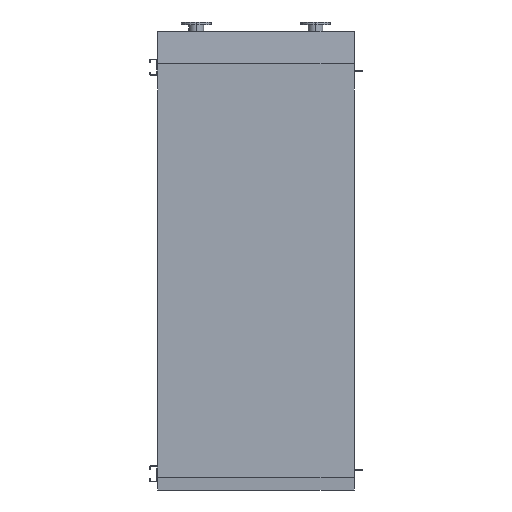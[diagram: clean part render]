
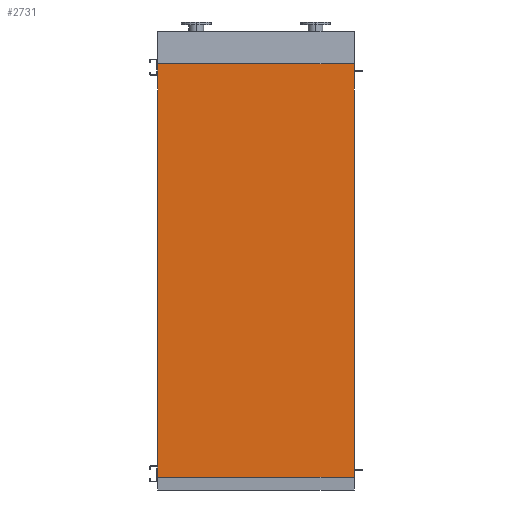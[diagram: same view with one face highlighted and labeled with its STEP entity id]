
A CAD part, front view. The second image highlights one B-rep face of the part: STEP entity #2731.
In plain terms, the highlighted planar face has unit normal (0, -1, 0).
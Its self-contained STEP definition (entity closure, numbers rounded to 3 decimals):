
#473 = ORIENTED_EDGE ( 'NONE', *, *, #6931, .T. ) ;
#702 = VERTEX_POINT ( 'NONE', #6900 ) ;
#936 = ORIENTED_EDGE ( 'NONE', *, *, #10296, .F. ) ;
#1908 = EDGE_LOOP ( 'NONE', ( #936, #9902, #473, #3218 ) ) ;
#2229 = VERTEX_POINT ( 'NONE', #4362 ) ;
#2290 = EDGE_CURVE ( 'NONE', #9221, #2229, #11488, .T. ) ;
#2731 = ADVANCED_FACE ( 'NONE', ( #5961 ), #9395, .T. ) ;
#3218 = ORIENTED_EDGE ( 'NONE', *, *, #2290, .T. ) ;
#3299 = VECTOR ( 'NONE', #5471, 1000. ) ;
#3554 = EDGE_CURVE ( 'NONE', #3571, #702, #6522, .T. ) ;
#3571 = VERTEX_POINT ( 'NONE', #4869 ) ;
#4362 = CARTESIAN_POINT ( 'NONE',  ( 725., 0., 0. ) ) ;
#4869 = CARTESIAN_POINT ( 'NONE',  ( -725., 0., -3050. ) ) ;
#5471 = DIRECTION ( 'NONE',  ( 1., 0., 0. ) ) ;
#5961 = FACE_OUTER_BOUND ( 'NONE', #1908, .T. ) ;
#6406 = LINE ( 'NONE', #8295, #9918 ) ;
#6522 = LINE ( 'NONE', #11179, #9637 ) ;
#6900 = CARTESIAN_POINT ( 'NONE',  ( -725., 0., 0. ) ) ;
#6931 = EDGE_CURVE ( 'NONE', #3571, #9221, #9195, .T. ) ;
#7018 = CARTESIAN_POINT ( 'NONE',  ( 725., 0., -3050. ) ) ;
#7739 = DIRECTION ( 'NONE',  ( 0., -1., 0. ) ) ;
#8028 = CARTESIAN_POINT ( 'NONE',  ( 725., 0., -3050. ) ) ;
#8188 = DIRECTION ( 'NONE',  ( 1., 0., 0. ) ) ;
#8285 = DIRECTION ( 'NONE',  ( 0., 0., 1. ) ) ;
#8295 = CARTESIAN_POINT ( 'NONE',  ( -725., 0., 0. ) ) ;
#8304 = CARTESIAN_POINT ( 'NONE',  ( -725., 0., -3050. ) ) ;
#9084 = VECTOR ( 'NONE', #10602, 1000. ) ;
#9195 = LINE ( 'NONE', #8304, #3299 ) ;
#9221 = VERTEX_POINT ( 'NONE', #8028 ) ;
#9395 = PLANE ( 'NONE',  #11155 ) ;
#9637 = VECTOR ( 'NONE', #8285, 1000. ) ;
#9902 = ORIENTED_EDGE ( 'NONE', *, *, #3554, .F. ) ;
#9918 = VECTOR ( 'NONE', #8188, 1000. ) ;
#10296 = EDGE_CURVE ( 'NONE', #702, #2229, #6406, .T. ) ;
#10602 = DIRECTION ( 'NONE',  ( 0., 0., 1. ) ) ;
#11155 = AXIS2_PLACEMENT_3D ( 'NONE', #11224, #7739, #11279 ) ;
#11179 = CARTESIAN_POINT ( 'NONE',  ( -725., 0., -3050. ) ) ;
#11224 = CARTESIAN_POINT ( 'NONE',  ( -725., 0., -3050. ) ) ;
#11279 = DIRECTION ( 'NONE',  ( 0., 0., -1. ) ) ;
#11488 = LINE ( 'NONE', #7018, #9084 ) ;
